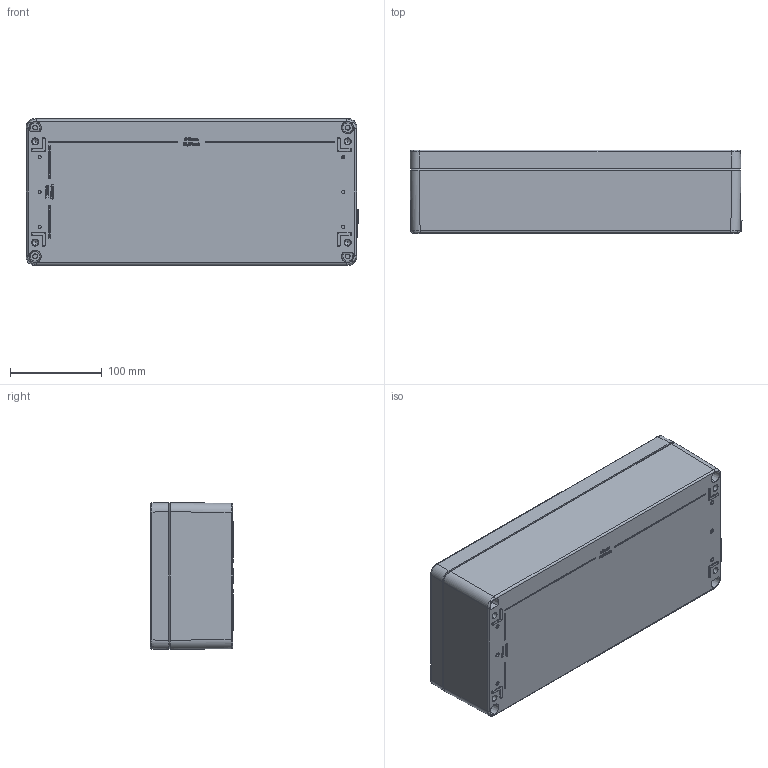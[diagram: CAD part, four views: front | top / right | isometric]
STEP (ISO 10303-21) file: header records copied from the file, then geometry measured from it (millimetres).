
FILE_DESCRIPTION (( 'STEP AP214' ), '1' );
FILE_NAME ('25163609.STEP', '2012-06-14T06:35:15', ( ' ' ), ( '' ), 'SwSTEP 2.0', 'SolidWorks 2011', '' );
FILE_SCHEMA (( 'AUTOMOTIVE_DESIGN' ));
Length unit declared in the file: millimetre
Products named in the file (13): 92441; 83171; 95947; 92081; 01163609_Ex Ausführung; 82014; 93134; 02058; 01058_Bearbeitung nach ZngNr.: 01-2-011580-02-0; 25163609
Assembly tree (12 placements, depth 3):
  25163609
    92441
    95947
    01163609_Ex Ausführung
      01058_Bearbeitung nach ZngNr.: 01-2-011580-02-0
      93134
      82014
      93134
      93134
      02058
      93134
    92081
    83171
Bounding box: 361.19 x 91 x 160 mm (x, y, z)
Volume: 977268.4 mm3; surface area: 432189.3 mm2
Topology: 11 solids, 11 shells, 2705 faces, 6271 edges, 3277 vertices
Faces by surface type: bspline 985, cylinder 764, plane 477, sphere 182, cone 169, torus 128
Entity records: 118600 total; most frequent: CARTESIAN_POINT 67013, ORIENTED_EDGE 11744, DIRECTION 8937, EDGE_CURVE 5872, AXIS2_PLACEMENT_3D 3484, VERTEX_POINT 3283, EDGE_LOOP 2829, ADVANCED_FACE 2699
